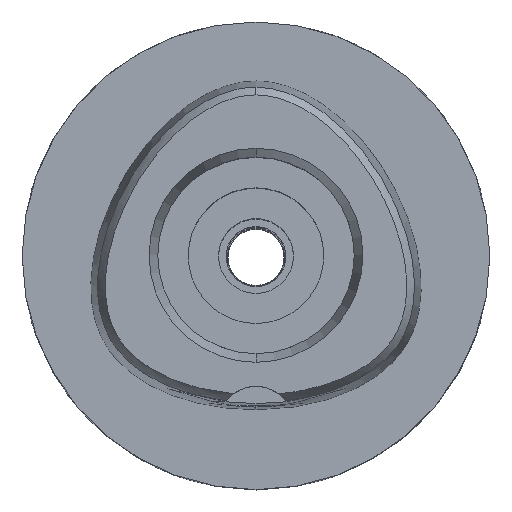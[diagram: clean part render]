
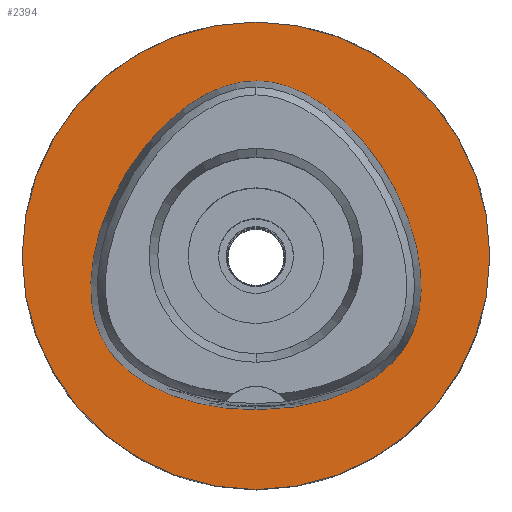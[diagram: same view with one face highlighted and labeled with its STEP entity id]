
A CAD part, top view. The second image highlights one B-rep face of the part: STEP entity #2394.
In plain terms, the highlighted planar face has unit normal (0, 0, 1).
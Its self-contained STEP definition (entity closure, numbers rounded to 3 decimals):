
#303=CARTESIAN_POINT('',(0.,0.,0.));
#304=DIRECTION('',(0.,0.,-1.));
#305=DIRECTION('',(0.,-1.,0.));
#306=AXIS2_PLACEMENT_3D('',#303,#304,#305);
#311=CARTESIAN_POINT('',(0.,0.,0.));
#312=DIRECTION('',(0.,0.,-1.));
#313=DIRECTION('',(0.,1.,0.));
#314=AXIS2_PLACEMENT_3D('',#311,#312,#313);
#319=CARTESIAN_POINT('',(0.,-16.455,0.));
#320=CARTESIAN_POINT('',(0.752,-16.455,0.));
#321=CARTESIAN_POINT('',(2.229,-16.396,
0.));
#322=CARTESIAN_POINT('',(4.394,-16.138,
0.));
#323=CARTESIAN_POINT('',(6.413,-15.73,0.));
#324=CARTESIAN_POINT('',(8.25,-15.2,0.));
#325=CARTESIAN_POINT('',(9.881,-14.576,0.));
#326=CARTESIAN_POINT('',(11.306,-13.884,0.));
#327=CARTESIAN_POINT('',(12.535,-13.144,0.));
#328=CARTESIAN_POINT('',(13.585,-12.371,0.));
#329=CARTESIAN_POINT('',(14.477,-11.574,0.));
#330=CARTESIAN_POINT('',(15.228,-10.756,0.));
#331=CARTESIAN_POINT('',(15.85,-9.926,0.));
#332=CARTESIAN_POINT('',(16.368,-9.064,0.));
#333=CARTESIAN_POINT('',(16.802,-8.136,0.));
#334=CARTESIAN_POINT('',(17.161,-7.112,0.));
#335=CARTESIAN_POINT('',(17.436,-5.981,0.));
#336=CARTESIAN_POINT('',(17.615,-4.728,0.));
#337=CARTESIAN_POINT('',(17.682,-3.34,0.));
#338=CARTESIAN_POINT('',(17.618,-1.808,0.));
#339=CARTESIAN_POINT('',(17.399,-0.13,0.));
#340=CARTESIAN_POINT('',(17.002,1.686,0.));
#341=CARTESIAN_POINT('',(16.412,3.613,0.));
#342=CARTESIAN_POINT('',(15.619,5.605,0.));
#343=CARTESIAN_POINT('',(14.636,7.599,0.));
#344=CARTESIAN_POINT('',(13.489,9.525,0.));
#345=CARTESIAN_POINT('',(12.216,11.323,0.));
#346=CARTESIAN_POINT('',(10.866,12.937,0.));
#347=CARTESIAN_POINT('',(9.489,14.336,0.));
#348=CARTESIAN_POINT('',(8.122,15.509,0.));
#349=CARTESIAN_POINT('',(6.794,16.465,0.));
#350=CARTESIAN_POINT('',(5.519,17.22,0.));
#351=CARTESIAN_POINT('',(4.305,17.797,0.));
#352=CARTESIAN_POINT('',(3.15,18.217,0.));
#353=CARTESIAN_POINT('',(2.051,18.5,0.));
#354=CARTESIAN_POINT('',(1.003,18.661,
0.));
#355=CARTESIAN_POINT('',(0.329,18.695,
0.));
#356=CARTESIAN_POINT('',(0.,18.695,
0.));
#361=CARTESIAN_POINT('',(0.,18.695,
0.));
#362=CARTESIAN_POINT('',(-0.33,18.695,
0.));
#363=CARTESIAN_POINT('',(-1.003,18.661,
0.));
#364=CARTESIAN_POINT('',(-2.051,18.5,
0.));
#365=CARTESIAN_POINT('',(-3.15,18.217,0.));
#366=CARTESIAN_POINT('',(-4.305,17.797,0.));
#367=CARTESIAN_POINT('',(-5.52,17.22,0.));
#368=CARTESIAN_POINT('',(-6.794,16.464,0.));
#369=CARTESIAN_POINT('',(-8.123,15.509,0.));
#370=CARTESIAN_POINT('',(-9.49,14.335,0.));
#371=CARTESIAN_POINT('',(-10.867,12.936,0.));
#372=CARTESIAN_POINT('',(-12.217,11.321,0.));
#373=CARTESIAN_POINT('',(-13.49,9.524,0.));
#374=CARTESIAN_POINT('',(-14.637,7.597,0.));
#375=CARTESIAN_POINT('',(-15.62,5.603,0.));
#376=CARTESIAN_POINT('',(-16.412,3.611,0.));
#377=CARTESIAN_POINT('',(-17.003,1.685,0.));
#378=CARTESIAN_POINT('',(-17.399,-0.13,0.));
#379=CARTESIAN_POINT('',(-17.618,-1.808,0.));
#380=CARTESIAN_POINT('',(-17.682,-3.34,0.));
#381=CARTESIAN_POINT('',(-17.615,-4.727,0.));
#382=CARTESIAN_POINT('',(-17.436,-5.98,0.));
#383=CARTESIAN_POINT('',(-17.161,-7.112,0.));
#384=CARTESIAN_POINT('',(-16.802,-8.136,0.));
#385=CARTESIAN_POINT('',(-16.368,-9.063,0.));
#386=CARTESIAN_POINT('',(-15.851,-9.924,0.));
#387=CARTESIAN_POINT('',(-15.23,-10.754,0.));
#388=CARTESIAN_POINT('',(-14.479,-11.572,0.));
#389=CARTESIAN_POINT('',(-13.588,-12.369,0.));
#390=CARTESIAN_POINT('',(-12.538,-13.142,0.));
#391=CARTESIAN_POINT('',(-11.309,-13.882,0.));
#392=CARTESIAN_POINT('',(-9.884,-14.575,0.));
#393=CARTESIAN_POINT('',(-8.252,-15.199,0.));
#394=CARTESIAN_POINT('',(-6.415,-15.73,0.));
#395=CARTESIAN_POINT('',(-4.395,-16.138,
0.));
#396=CARTESIAN_POINT('',(-2.229,-16.396,
0.));
#397=CARTESIAN_POINT('',(-0.752,-16.455,0.));
#398=CARTESIAN_POINT('',(0.,-16.455,0.));
#1595=VERTEX_POINT('',#361);
#1596=VERTEX_POINT('',#398);
#1601=CARTESIAN_POINT('',(0.,-25.,0.));
#1602=CARTESIAN_POINT('',(0.,25.,0.));
#1603=VERTEX_POINT('',#1601);
#1604=VERTEX_POINT('',#1602);
#2378=CARTESIAN_POINT('',(0.,0.,0.));
#2379=DIRECTION('',(0.,0.,-1.));
#2380=DIRECTION('',(0.,-1.,0.));
#2381=AXIS2_PLACEMENT_3D('',#2378,#2379,#2380);
#2382=PLANE('',#2381);
#2384=ORIENTED_EDGE('',*,*,#2383,.T.);
#2386=ORIENTED_EDGE('',*,*,#2385,.T.);
#2387=EDGE_LOOP('',(#2384,#2386));
#2388=FACE_OUTER_BOUND('',#2387,.F.);
#2390=ORIENTED_EDGE('',*,*,#2389,.T.);
#2391=ORIENTED_EDGE('',*,*,#2361,.T.);
#2392=EDGE_LOOP('',(#2390,#2391));
#2393=FACE_BOUND('',#2392,.F.);
#307=CIRCLE('',#306,25.);
#315=CIRCLE('',#314,25.);
#357=B_SPLINE_CURVE_WITH_KNOTS('',3,(#319,#320,#321,#322,#323,#324,#325,#326,
#327,#328,#329,#330,#331,#332,#333,#334,#335,#336,#337,#338,#339,#340,#341,#342,
#343,#344,#345,#346,#347,#348,#349,#350,#351,#352,#353,#354,#355,#356),
.UNSPECIFIED.,.F.,.F.,(4,1,1,1,1,1,1,1,1,1,1,1,1,1,1,1,1,1,1,1,1,1,1,1,1,1,1,1,
1,1,1,1,1,1,1,4),(0.,0.029,0.057,0.086,
0.114,0.143,0.171,0.2,0.229,
0.257,0.286,0.314,0.343,
0.371,0.4,0.429,0.457,0.486,
0.514,0.543,0.571,0.6,0.629,
0.657,0.686,0.714,0.743,
0.771,0.8,0.829,0.857,0.886,
0.914,0.943,0.971,1.),.UNSPECIFIED.);
#399=B_SPLINE_CURVE_WITH_KNOTS('',3,(#361,#362,#363,#364,#365,#366,#367,#368,
#369,#370,#371,#372,#373,#374,#375,#376,#377,#378,#379,#380,#381,#382,#383,#384,
#385,#386,#387,#388,#389,#390,#391,#392,#393,#394,#395,#396,#397,#398),
.UNSPECIFIED.,.F.,.F.,(4,1,1,1,1,1,1,1,1,1,1,1,1,1,1,1,1,1,1,1,1,1,1,1,1,1,1,1,
1,1,1,1,1,1,1,4),(0.,0.029,0.057,0.086,
0.114,0.143,0.171,0.2,0.229,
0.257,0.286,0.314,0.343,
0.371,0.4,0.429,0.457,0.486,
0.514,0.543,0.571,0.6,0.629,
0.657,0.686,0.714,0.743,
0.771,0.8,0.829,0.857,0.886,
0.914,0.943,0.971,1.),.UNSPECIFIED.);
#2361=EDGE_CURVE('',#1595,#1596,#399,.T.);
#2383=EDGE_CURVE('',#1603,#1604,#307,.T.);
#2385=EDGE_CURVE('',#1604,#1603,#315,.T.);
#2389=EDGE_CURVE('',#1596,#1595,#357,.T.);
#2394=ADVANCED_FACE('',(#2388,#2393),#2382,.F.);
